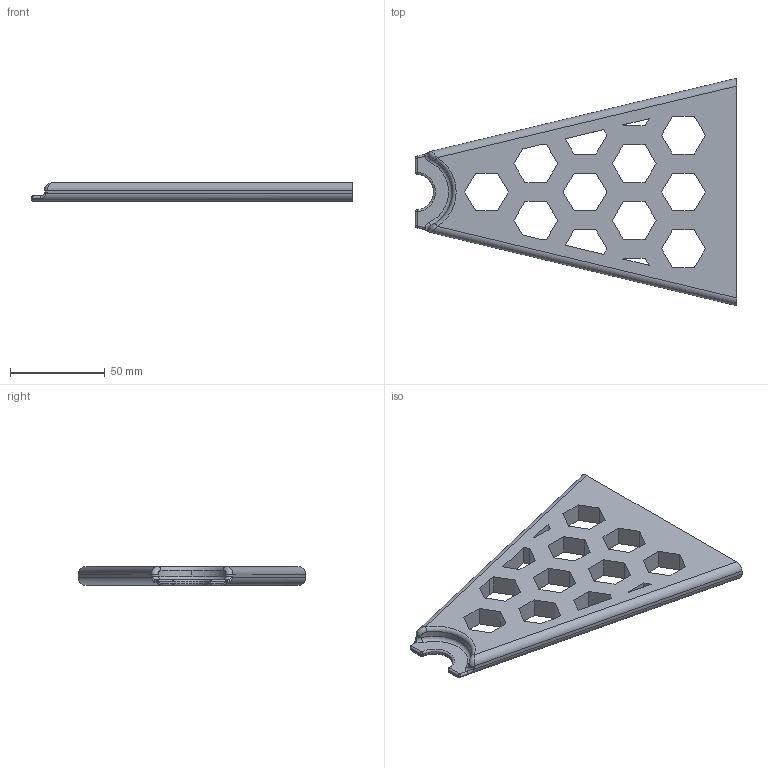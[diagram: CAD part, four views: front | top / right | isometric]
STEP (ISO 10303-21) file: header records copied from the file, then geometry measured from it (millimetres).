
FILE_DESCRIPTION(('3DEXPERIENCE CATIA STEP','CAx-IF Rec.Pracs.--- Model Styling and Organization---1.5--- 2016-08-15','CAx-IF Rec.Pracs.---Supplemental Geometry---1.0---2011-11-01','CAx-IF Rec.Pracs.--- Composite Materials ---3.4---2017-06-13','CAx-IF Rec.Pracs.---Tessellated 3D Geometry---1.0---2015-12-17'),'2;1');
FILE_NAME('PN01557656 A.1 BIKE STAND (fileted) daniel.koman.stp','2023-11-02T09:33:24+00:00',('none'),('NIKOLA MOTOR COMPANY'),'3DEXPERIENCE Platform3DEXPERIENCE R2023x HotFix 2','3DEXPERIENCE Platform STEP AP242 v2','none');
FILE_SCHEMA(('AP242_MANAGED_MODEL_BASED_3D_ENGINEERING_MIM_LF {1 0 10303 442 1 1 4}'));
Length unit declared in the file: millimetre
Products named in the file (1): 3D Shape01033297
Bounding box: 169.5 x 120 x 10 mm (x, y, z)
Volume: 92453.3 mm3; surface area: 31329.4 mm2
Topology: 1 solids, 1 shells, 120 faces, 335 edges, 211 vertices
Faces by surface type: plane 82, cylinder 18, bspline 8, sphere 6, torus 6
Entity records: 4477 total; most frequent: CARTESIAN_POINT 1485, ORIENTED_EDGE 652, DIRECTION 510, EDGE_CURVE 326, VECTOR 256, LINE 256, VERTEX_POINT 208, AXIS2_PLACEMENT_3D 151
